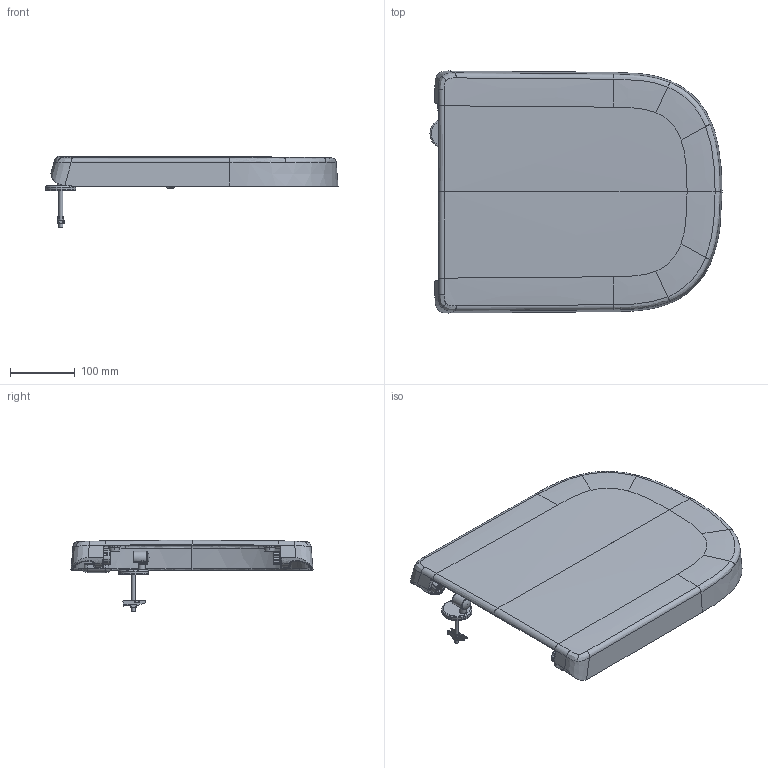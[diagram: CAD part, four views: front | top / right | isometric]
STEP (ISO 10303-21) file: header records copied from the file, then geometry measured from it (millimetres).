
FILE_DESCRIPTION(/* description */ ('Unknown'),/* implementation_level */ '2;1');
FILE_NAME(/* name */ '39330001',/* time_stamp */ '2022-08-26T15:01:22+02:00',/* author */ ('Unknown'),/* organization */ ('GROHE AG'),/* preprocessor_version */ 'ST-DEVELOPER v16.7',/* originating_system */ 'DEX',/* authorisation */ $);
FILE_SCHEMA (('AUTOMOTIVE_DESIGN {1 0 10303 214 3 1 1}'));
Products named in the file (18): 39330001; 2017-12-05_EuroC_3D_TH_24_V2_deckel-mit-puffer; 2017-12-05_EuroC_3D_TH_24_V2_sitz-mit-puffer; Ring_02_Dummy; Ring_01_Dummy; Abdeckung_Daempfer; 10000000025_SWP_000; 10000000024_SWP_000; 10000000382_SWP_000; 10000000383_SWP_000; 10000000344_SWP_000; 10000000169_SWP_000; 10000000170_SWP_000; 10000000342_SWP_000; 10000000146_SWP_000; 10000000145_SWP_000; Dämpfer Ø20 L V.04; Dämpfer Ø20 R V.05
Assembly tree (17 placements, depth 2):
  39330001
    2017-12-05_EuroC_3D_TH_24_V2_deckel-mit-puffer
    2017-12-05_EuroC_3D_TH_24_V2_sitz-mit-puffer
    Ring_02_Dummy
    Ring_01_Dummy
    Abdeckung_Daempfer
    10000000025_SWP_000
    10000000024_SWP_000
    10000000382_SWP_000
    10000000383_SWP_000
    10000000344_SWP_000
    10000000169_SWP_000
    10000000170_SWP_000
    10000000342_SWP_000
    10000000146_SWP_000
    10000000145_SWP_000
    Dämpfer Ø20 L V.04
    Dämpfer Ø20 R V.05
Bounding box: 451.1 x 373.76 x 110.4 mm (x, y, z)
Volume: 900631.1 mm3; surface area: 422582.2 mm2
Topology: 16 solids, 16 shells, 755 faces, 2122 edges, 1422 vertices
Faces by surface type: bspline 261, plane 252, cylinder 198, cone 29, torus 12, sphere 3
Full cylindrical faces by diameter (mm): 5 x3, 6 x1, 6.4 x1, 6.7 x1, 7 x2, 10 x3, 10.25 x1, 12 x1, 15 x1, 17.9 x1, 19.9 x1, 44.5 x1, 45 x1, 45.25 x1, 46.2 x1
Entity records: 43595 total; most frequent: CARTESIAN_POINT 24092, ORIENTED_EDGE 4134, DIRECTION 2455, EDGE_CURVE 2067, VERTEX_POINT 1410, B_SPLINE_CURVE_WITH_KNOTS 1023, AXIS2_PLACEMENT_3D 899, FACE_BOUND 841
